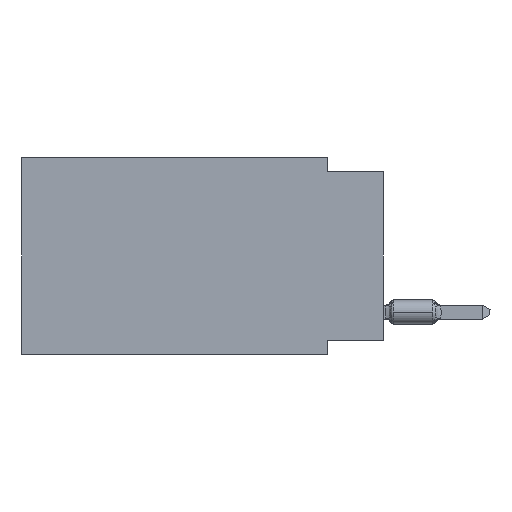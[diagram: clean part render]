
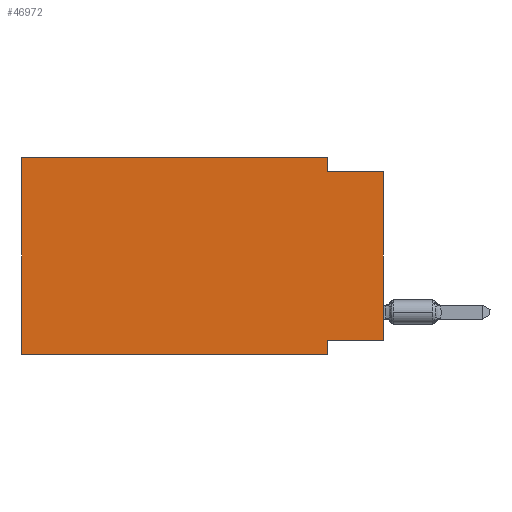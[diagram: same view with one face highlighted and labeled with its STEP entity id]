
A CAD part, left-side view. The second image highlights one B-rep face of the part: STEP entity #46972.
In plain terms, the highlighted planar face has unit normal (-1, 0, 0).
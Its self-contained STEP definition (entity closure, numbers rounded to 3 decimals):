
#585 = CARTESIAN_POINT ( 'NONE',  ( 0., 16.383, 0. ) ) ;
#1538 = DIRECTION ( 'NONE',  ( 0., 0., -1. ) ) ;
#2090 = VERTEX_POINT ( 'NONE', #21492 ) ;
#2141 = DIRECTION ( 'NONE',  ( 0., -1., 0. ) ) ;
#2279 = CARTESIAN_POINT ( 'NONE',  ( 0., 16.383, -8.89 ) ) ;
#2676 = CARTESIAN_POINT ( 'NONE',  ( 0., 2.54, 0. ) ) ;
#2769 = CARTESIAN_POINT ( 'NONE',  ( 0., 0., -8.255 ) ) ;
#4077 = CARTESIAN_POINT ( 'NONE',  ( 0., 16.383, 0. ) ) ;
#5650 = PLANE ( 'NONE',  #21083 ) ;
#5990 = LINE ( 'NONE', #22117, #48670 ) ;
#6147 = DIRECTION ( 'NONE',  ( 1., 0., 0. ) ) ;
#7429 = VERTEX_POINT ( 'NONE', #2279 ) ;
#7874 = ORIENTED_EDGE ( 'NONE', *, *, #8956, .F. ) ;
#8162 = EDGE_CURVE ( 'NONE', #20892, #43220, #49028, .T. ) ;
#8956 = EDGE_CURVE ( 'NONE', #47278, #20892, #20803, .T. ) ;
#8971 = LINE ( 'NONE', #40158, #38239 ) ;
#9721 = DIRECTION ( 'NONE',  ( 0., -1., 0. ) ) ;
#10146 = VECTOR ( 'NONE', #12452, 1000. ) ;
#10164 = CARTESIAN_POINT ( 'NONE',  ( 0., 2.54, 0. ) ) ;
#10367 = CARTESIAN_POINT ( 'NONE',  ( 0., 0., -0.635 ) ) ;
#10935 = LINE ( 'NONE', #25775, #19056 ) ;
#12452 = DIRECTION ( 'NONE',  ( 0., 0., -1. ) ) ;
#14123 = ORIENTED_EDGE ( 'NONE', *, *, #47653, .F. ) ;
#16225 = DIRECTION ( 'NONE',  ( 0., -1., 0. ) ) ;
#18179 = FACE_OUTER_BOUND ( 'NONE', #42271, .T. ) ;
#18673 = CARTESIAN_POINT ( 'NONE',  ( 0., 2.54, -0.635 ) ) ;
#19056 = VECTOR ( 'NONE', #22711, 1000. ) ;
#19910 = CARTESIAN_POINT ( 'NONE',  ( 0., 16.383, 0. ) ) ;
#20803 = LINE ( 'NONE', #585, #30283 ) ;
#20892 = VERTEX_POINT ( 'NONE', #2676 ) ;
#21083 = AXIS2_PLACEMENT_3D ( 'NONE', #48595, #6147, #1538 ) ;
#21492 = CARTESIAN_POINT ( 'NONE',  ( 0., 2.54, -8.255 ) ) ;
#21508 = VERTEX_POINT ( 'NONE', #27263 ) ;
#22117 = CARTESIAN_POINT ( 'NONE',  ( 0., 0., -0.635 ) ) ;
#22444 = CARTESIAN_POINT ( 'NONE',  ( 0., 0., -8.255 ) ) ;
#22578 = ORIENTED_EDGE ( 'NONE', *, *, #25272, .F. ) ;
#22711 = DIRECTION ( 'NONE',  ( 0., 0., 1. ) ) ;
#24216 = LINE ( 'NONE', #42886, #10146 ) ;
#25272 = EDGE_CURVE ( 'NONE', #7429, #47278, #38345, .T. ) ;
#25428 = VECTOR ( 'NONE', #49271, 1000. ) ;
#25709 = EDGE_CURVE ( 'NONE', #7429, #21508, #8971, .T. ) ;
#25775 = CARTESIAN_POINT ( 'NONE',  ( 0., 0., 0. ) ) ;
#25985 = ORIENTED_EDGE ( 'NONE', *, *, #25709, .T. ) ;
#27263 = CARTESIAN_POINT ( 'NONE',  ( 0., 2.54, -8.89 ) ) ;
#28696 = EDGE_CURVE ( 'NONE', #44790, #2090, #49035, .T. ) ;
#29861 = DIRECTION ( 'NONE',  ( 0., 1., 0. ) ) ;
#30283 = VECTOR ( 'NONE', #16225, 1000. ) ;
#31648 = VECTOR ( 'NONE', #35512, 1000. ) ;
#35512 = DIRECTION ( 'NONE',  ( 0., 0., 1. ) ) ;
#37166 = VERTEX_POINT ( 'NONE', #10367 ) ;
#37993 = EDGE_CURVE ( 'NONE', #44790, #37166, #10935, .T. ) ;
#38129 = ORIENTED_EDGE ( 'NONE', *, *, #8162, .F. ) ;
#38239 = VECTOR ( 'NONE', #9721, 1000. ) ;
#38345 = LINE ( 'NONE', #19910, #31648 ) ;
#40158 = CARTESIAN_POINT ( 'NONE',  ( 0., 16.383, -8.89 ) ) ;
#41228 = ORIENTED_EDGE ( 'NONE', *, *, #37993, .T. ) ;
#42271 = EDGE_LOOP ( 'NONE', ( #41228, #42515, #38129, #7874, #22578, #25985, #14123, #48988 ) ) ;
#42515 = ORIENTED_EDGE ( 'NONE', *, *, #42855, .F. ) ;
#42855 = EDGE_CURVE ( 'NONE', #43220, #37166, #5990, .T. ) ;
#42886 = CARTESIAN_POINT ( 'NONE',  ( 0., 2.54, -8.89 ) ) ;
#43220 = VERTEX_POINT ( 'NONE', #18673 ) ;
#44790 = VERTEX_POINT ( 'NONE', #2769 ) ;
#45747 = VECTOR ( 'NONE', #29861, 1000. ) ;
#46972 = ADVANCED_FACE ( 'NONE', ( #18179 ), #5650, .F. ) ;
#47278 = VERTEX_POINT ( 'NONE', #4077 ) ;
#47653 = EDGE_CURVE ( 'NONE', #2090, #21508, #24216, .T. ) ;
#48595 = CARTESIAN_POINT ( 'NONE',  ( 0., 16.383, 0. ) ) ;
#48670 = VECTOR ( 'NONE', #2141, 1000. ) ;
#48988 = ORIENTED_EDGE ( 'NONE', *, *, #28696, .F. ) ;
#49028 = LINE ( 'NONE', #10164, #25428 ) ;
#49035 = LINE ( 'NONE', #22444, #45747 ) ;
#49271 = DIRECTION ( 'NONE',  ( 0., 0., -1. ) ) ;
